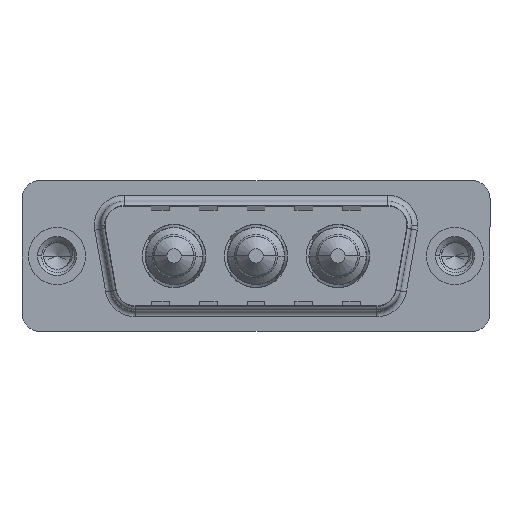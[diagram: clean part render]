
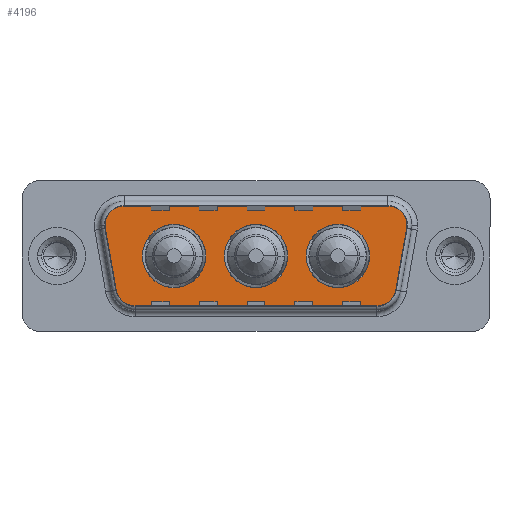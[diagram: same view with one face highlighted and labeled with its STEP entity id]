
A CAD part, top view. The second image highlights one B-rep face of the part: STEP entity #4196.
In plain terms, the highlighted planar face has unit normal (0, 0, 1).
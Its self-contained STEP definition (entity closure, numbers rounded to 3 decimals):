
#86 = DIRECTION ( 'NONE',  ( 1., 0., 0. ) ) ;
#302 = DIRECTION ( 'NONE',  ( 1., 0., 0. ) ) ;
#329 = DIRECTION ( 'NONE',  ( 0., 0., 1. ) ) ;
#536 = AXIS2_PLACEMENT_3D ( 'NONE', #11963, #5705, #13056 ) ;
#541 = CARTESIAN_POINT ( 'NONE',  ( 26.15, 0., 0. ) ) ;
#566 = VERTEX_POINT ( 'NONE', #12520 ) ;
#631 = CIRCLE ( 'NONE', #6697, 2.65 ) ;
#667 = DIRECTION ( 'NONE',  ( -1., 0., 0. ) ) ;
#694 = CARTESIAN_POINT ( 'NONE',  ( 14., 0., 0. ) ) ;
#727 = DIRECTION ( 'NONE',  ( 1., 0., 0. ) ) ;
#962 = ORIENTED_EDGE ( 'NONE', *, *, #4935, .F. ) ;
#1013 = DIRECTION ( 'NONE',  ( 0., 0., 1. ) ) ;
#1095 = CARTESIAN_POINT ( 'NONE',  ( 26.866, -2.9, 0. ) ) ;
#1099 = CARTESIAN_POINT ( 'NONE',  ( 6.434, -4.9, 0. ) ) ;
#1205 = CARTESIAN_POINT ( 'NONE',  ( 27.889, 2.9, 0. ) ) ;
#1372 = EDGE_CURVE ( 'NONE', #4756, #11821, #11604, .T. ) ;
#1376 = VERTEX_POINT ( 'NONE', #2518 ) ;
#1384 = EDGE_LOOP ( 'NONE', ( #9651, #6642, #13167, #11841, #1473, #7956, #1820, #6876, #12682 ) ) ;
#1420 = CARTESIAN_POINT ( 'NONE',  ( 27.889, 2.9, 0. ) ) ;
#1441 = CARTESIAN_POINT ( 'NONE',  ( 6.434, -2.9, 0. ) ) ;
#1473 = ORIENTED_EDGE ( 'NONE', *, *, #13082, .T. ) ;
#1552 = DIRECTION ( 'NONE',  ( -1., 0., 0. ) ) ;
#1583 = AXIS2_PLACEMENT_3D ( 'NONE', #7277, #3548, #10243 ) ;
#1618 = DIRECTION ( 'NONE',  ( 0., 0., 1. ) ) ;
#1796 = AXIS2_PLACEMENT_3D ( 'NONE', #1205, #8628, #2271 ) ;
#1820 = ORIENTED_EDGE ( 'NONE', *, *, #10404, .T. ) ;
#1884 = VECTOR ( 'NONE', #4419, 1000. ) ;
#1955 = VERTEX_POINT ( 'NONE', #7833 ) ;
#2092 = ORIENTED_EDGE ( 'NONE', *, *, #13418, .F. ) ;
#2271 = DIRECTION ( 'NONE',  ( -1., 0., 0. ) ) ;
#2518 = CARTESIAN_POINT ( 'NONE',  ( 3.441, 2.553, 0. ) ) ;
#2537 = AXIS2_PLACEMENT_3D ( 'NONE', #2758, #10108, #3870 ) ;
#2758 = CARTESIAN_POINT ( 'NONE',  ( 16.65, 0., 0. ) ) ;
#2861 = AXIS2_PLACEMENT_3D ( 'NONE', #1095, #4629, #302 ) ;
#2863 = FACE_BOUND ( 'NONE', #9788, .T. ) ;
#2905 = CIRCLE ( 'NONE', #536, 2.65 ) ;
#3068 = CARTESIAN_POINT ( 'NONE',  ( 19.3, 0., 0. ) ) ;
#3091 = CARTESIAN_POINT ( 'NONE',  ( 7.15, 0., 0. ) ) ;
#3188 = CARTESIAN_POINT ( 'NONE',  ( 20.85, 0., 0. ) ) ;
#3207 = CARTESIAN_POINT ( 'NONE',  ( 9.8, 0., 0. ) ) ;
#3439 = LINE ( 'NONE', #12900, #8100 ) ;
#3505 = CARTESIAN_POINT ( 'NONE',  ( 4.464, -3.247, 0. ) ) ;
#3548 = DIRECTION ( 'NONE',  ( 0., 0., 1. ) ) ;
#3571 = VERTEX_POINT ( 'NONE', #12898 ) ;
#3740 = DIRECTION ( 'NONE',  ( 1., 0., 0. ) ) ;
#3870 = DIRECTION ( 'NONE',  ( 1., 0., 0. ) ) ;
#3900 = FACE_BOUND ( 'NONE', #10408, .T. ) ;
#4196 = ADVANCED_FACE ( 'NONE', ( #8195, #2863, #3900, #10930 ), #8694, .T. ) ;
#4264 = VERTEX_POINT ( 'NONE', #8807 ) ;
#4281 = DIRECTION ( 'NONE',  ( 1., 0., 0. ) ) ;
#4419 = DIRECTION ( 'NONE',  ( 0.174, 0.985, 0. ) ) ;
#4629 = DIRECTION ( 'NONE',  ( 0., 0., 1. ) ) ;
#4756 = VERTEX_POINT ( 'NONE', #3505 ) ;
#4935 = EDGE_CURVE ( 'NONE', #8979, #1955, #11084, .T. ) ;
#4997 = VERTEX_POINT ( 'NONE', #3188 ) ;
#5053 = ORIENTED_EDGE ( 'NONE', *, *, #10015, .F. ) ;
#5256 = VECTOR ( 'NONE', #5477, 1000. ) ;
#5477 = DIRECTION ( 'NONE',  ( 0.174, -0.985, 0. ) ) ;
#5479 = VERTEX_POINT ( 'NONE', #541 ) ;
#5705 = DIRECTION ( 'NONE',  ( 0., 0., 1. ) ) ;
#5757 = CIRCLE ( 'NONE', #2537, 2.65 ) ;
#5818 = CARTESIAN_POINT ( 'NONE',  ( 5.411, 4.9, 0. ) ) ;
#5837 = EDGE_CURVE ( 'NONE', #566, #9383, #7497, .T. ) ;
#5965 = AXIS2_PLACEMENT_3D ( 'NONE', #7429, #1013, #8470 ) ;
#6066 = CIRCLE ( 'NONE', #5965, 2.65 ) ;
#6073 = ORIENTED_EDGE ( 'NONE', *, *, #11764, .F. ) ;
#6139 = EDGE_CURVE ( 'NONE', #12703, #4264, #12893, .T. ) ;
#6158 = CIRCLE ( 'NONE', #8876, 2.65 ) ;
#6550 = DIRECTION ( 'NONE',  ( 0., 0., 1. ) ) ;
#6642 = ORIENTED_EDGE ( 'NONE', *, *, #11383, .T. ) ;
#6685 = AXIS2_PLACEMENT_3D ( 'NONE', #9011, #13633, #3740 ) ;
#6697 = AXIS2_PLACEMENT_3D ( 'NONE', #3207, #10549, #4281 ) ;
#6876 = ORIENTED_EDGE ( 'NONE', *, *, #1372, .T. ) ;
#7151 = DIRECTION ( 'NONE',  ( 0., 0., 1. ) ) ;
#7194 = AXIS2_PLACEMENT_3D ( 'NONE', #1441, #329, #7841 ) ;
#7196 = EDGE_CURVE ( 'NONE', #9383, #3571, #12716, .T. ) ;
#7227 = LINE ( 'NONE', #10686, #1884 ) ;
#7277 = CARTESIAN_POINT ( 'NONE',  ( 9.8, 0., 0. ) ) ;
#7337 = EDGE_CURVE ( 'NONE', #9457, #8719, #6158, .T. ) ;
#7429 = CARTESIAN_POINT ( 'NONE',  ( 23.5, 0., 0. ) ) ;
#7497 = CIRCLE ( 'NONE', #10886, 2. ) ;
#7580 = CARTESIAN_POINT ( 'NONE',  ( 5.411, 4.9, 0. ) ) ;
#7833 = CARTESIAN_POINT ( 'NONE',  ( 12.45, 0., 0. ) ) ;
#7841 = DIRECTION ( 'NONE',  ( -1., 0., 0. ) ) ;
#7956 = ORIENTED_EDGE ( 'NONE', *, *, #11891, .T. ) ;
#8100 = VECTOR ( 'NONE', #9722, 1000. ) ;
#8195 = FACE_BOUND ( 'NONE', #9940, .T. ) ;
#8210 = VERTEX_POINT ( 'NONE', #7580 ) ;
#8470 = DIRECTION ( 'NONE',  ( 1., 0., 0. ) ) ;
#8628 = DIRECTION ( 'NONE',  ( 0., 0., 1. ) ) ;
#8694 = PLANE ( 'NONE',  #6685 ) ;
#8719 = VERTEX_POINT ( 'NONE', #3068 ) ;
#8807 = CARTESIAN_POINT ( 'NONE',  ( 28.836, -3.247, 0. ) ) ;
#8876 = AXIS2_PLACEMENT_3D ( 'NONE', #13425, #7151, #727 ) ;
#8979 = VERTEX_POINT ( 'NONE', #3091 ) ;
#9011 = CARTESIAN_POINT ( 'NONE',  ( 26.866, -2.9, 0. ) ) ;
#9169 = EDGE_CURVE ( 'NONE', #11821, #12703, #3439, .T. ) ;
#9383 = VERTEX_POINT ( 'NONE', #13312 ) ;
#9457 = VERTEX_POINT ( 'NONE', #694 ) ;
#9651 = ORIENTED_EDGE ( 'NONE', *, *, #6139, .T. ) ;
#9722 = DIRECTION ( 'NONE',  ( 1., 0., 0. ) ) ;
#9788 = EDGE_LOOP ( 'NONE', ( #12948, #6073 ) ) ;
#9906 = LINE ( 'NONE', #5818, #12749 ) ;
#9940 = EDGE_LOOP ( 'NONE', ( #5053, #12343 ) ) ;
#10015 = EDGE_CURVE ( 'NONE', #8719, #9457, #5757, .T. ) ;
#10108 = DIRECTION ( 'NONE',  ( 0., 0., 1. ) ) ;
#10243 = DIRECTION ( 'NONE',  ( 1., 0., 0. ) ) ;
#10404 = EDGE_CURVE ( 'NONE', #1376, #4756, #12982, .T. ) ;
#10408 = EDGE_LOOP ( 'NONE', ( #2092, #962 ) ) ;
#10549 = DIRECTION ( 'NONE',  ( 0., 0., 1. ) ) ;
#10563 = EDGE_CURVE ( 'NONE', #5479, #4997, #2905, .T. ) ;
#10686 = CARTESIAN_POINT ( 'NONE',  ( 29.859, 2.553, 0. ) ) ;
#10886 = AXIS2_PLACEMENT_3D ( 'NONE', #1420, #1618, #667 ) ;
#10930 = FACE_OUTER_BOUND ( 'NONE', #1384, .T. ) ;
#11084 = CIRCLE ( 'NONE', #1583, 2.65 ) ;
#11383 = EDGE_CURVE ( 'NONE', #4264, #566, #7227, .T. ) ;
#11604 = CIRCLE ( 'NONE', #7194, 2. ) ;
#11718 = CARTESIAN_POINT ( 'NONE',  ( 3.441, 2.553, 0. ) ) ;
#11764 = EDGE_CURVE ( 'NONE', #4997, #5479, #6066, .T. ) ;
#11821 = VERTEX_POINT ( 'NONE', #1099 ) ;
#11839 = CARTESIAN_POINT ( 'NONE',  ( 26.866, -4.9, 0. ) ) ;
#11841 = ORIENTED_EDGE ( 'NONE', *, *, #7196, .T. ) ;
#11891 = EDGE_CURVE ( 'NONE', #8210, #1376, #13444, .T. ) ;
#11963 = CARTESIAN_POINT ( 'NONE',  ( 23.5, 0., 0. ) ) ;
#12343 = ORIENTED_EDGE ( 'NONE', *, *, #7337, .F. ) ;
#12520 = CARTESIAN_POINT ( 'NONE',  ( 29.859, 2.553, 0. ) ) ;
#12682 = ORIENTED_EDGE ( 'NONE', *, *, #9169, .T. ) ;
#12703 = VERTEX_POINT ( 'NONE', #11839 ) ;
#12716 = CIRCLE ( 'NONE', #1796, 2. ) ;
#12749 = VECTOR ( 'NONE', #1552, 1000. ) ;
#12823 = CARTESIAN_POINT ( 'NONE',  ( 5.411, 2.9, 0. ) ) ;
#12893 = CIRCLE ( 'NONE', #2861, 2. ) ;
#12898 = CARTESIAN_POINT ( 'NONE',  ( 27.889, 4.9, 0. ) ) ;
#12900 = CARTESIAN_POINT ( 'NONE',  ( 6.434, -4.9, 0. ) ) ;
#12948 = ORIENTED_EDGE ( 'NONE', *, *, #10563, .F. ) ;
#12982 = LINE ( 'NONE', #11718, #5256 ) ;
#13056 = DIRECTION ( 'NONE',  ( 1., 0., 0. ) ) ;
#13082 = EDGE_CURVE ( 'NONE', #3571, #8210, #9906, .T. ) ;
#13167 = ORIENTED_EDGE ( 'NONE', *, *, #5837, .T. ) ;
#13312 = CARTESIAN_POINT ( 'NONE',  ( 29.889, 2.9, 0. ) ) ;
#13418 = EDGE_CURVE ( 'NONE', #1955, #8979, #631, .T. ) ;
#13425 = CARTESIAN_POINT ( 'NONE',  ( 16.65, 0., 0. ) ) ;
#13444 = CIRCLE ( 'NONE', #13697, 2. ) ;
#13633 = DIRECTION ( 'NONE',  ( 0., 0., 1. ) ) ;
#13697 = AXIS2_PLACEMENT_3D ( 'NONE', #12823, #6550, #86 ) ;
